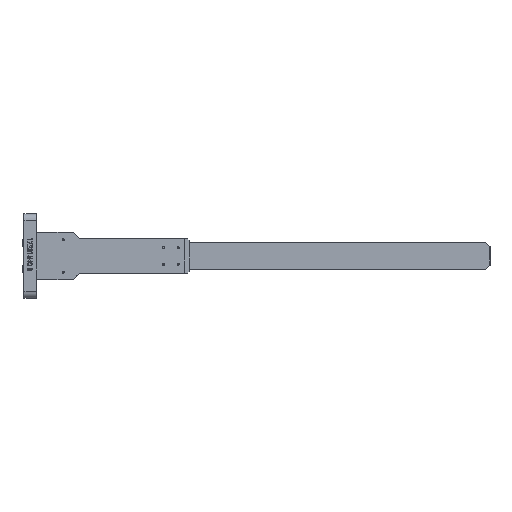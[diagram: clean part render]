
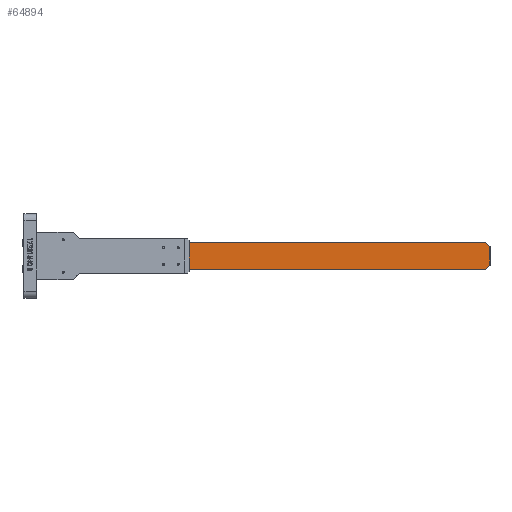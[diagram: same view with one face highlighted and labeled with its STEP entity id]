
A CAD part, top view. The second image highlights one B-rep face of the part: STEP entity #64894.
In plain terms, the highlighted planar face has unit normal (0, 0, 1).
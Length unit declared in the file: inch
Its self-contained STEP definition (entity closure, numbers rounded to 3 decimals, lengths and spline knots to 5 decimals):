
#277 = CARTESIAN_POINT ( 'NONE',  ( -5.29357, 0.295, -0.002 ) ) ;
#2755 = VECTOR ( 'NONE', #49008, 39.37008 ) ;
#3004 = DIRECTION ( 'NONE',  ( 0.707, -0.707, 0. ) ) ;
#3862 = DIRECTION ( 'NONE',  ( -0.707, -0.707, 0. ) ) ;
#3961 = EDGE_CURVE ( 'NONE', #58553, #45145, #31315, .T. ) ;
#5244 = DIRECTION ( 'NONE',  ( 0., 0., 1. ) ) ;
#6759 = LINE ( 'NONE', #61549, #7645 ) ;
#6849 = VECTOR ( 'NONE', #45458, 39.37008 ) ;
#7645 = VECTOR ( 'NONE', #19608, 39.37008 ) ;
#8610 = EDGE_CURVE ( 'NONE', #45145, #59521, #22814, .T. ) ;
#8657 = CARTESIAN_POINT ( 'NONE',  ( -5.4065, -0.295, -0.002 ) ) ;
#9460 = CARTESIAN_POINT ( 'NONE',  ( -5.36857, 0.37, -0.002 ) ) ;
#10039 = LINE ( 'NONE', #15250, #54689 ) ;
#11144 = CARTESIAN_POINT ( 'NONE',  ( -5.4065, 0.295, -0.002 ) ) ;
#11601 = CARTESIAN_POINT ( 'NONE',  ( -5.3265, 0.295, -0.002 ) ) ;
#11785 = CARTESIAN_POINT ( 'NONE',  ( -5.4065, 0.295, -0.002 ) ) ;
#14723 = VERTEX_POINT ( 'NONE', #27788 ) ;
#15250 = CARTESIAN_POINT ( 'NONE',  ( 1.15668, 0.295, -0.002 ) ) ;
#15256 = EDGE_CURVE ( 'NONE', #72502, #57021, #54408, .T. ) ;
#15281 = VERTEX_POINT ( 'NONE', #75247 ) ;
#16960 = ORIENTED_EDGE ( 'NONE', *, *, #15256, .F. ) ;
#17565 = CARTESIAN_POINT ( 'NONE',  ( 1.25375, 0.19793, -0.002 ) ) ;
#18477 = VECTOR ( 'NONE', #69703, 39.37008 ) ;
#18562 = VERTEX_POINT ( 'NONE', #11785 ) ;
#18619 = ORIENTED_EDGE ( 'NONE', *, *, #72311, .F. ) ;
#19608 = DIRECTION ( 'NONE',  ( 1., 0., 0. ) ) ;
#21943 = CARTESIAN_POINT ( 'NONE',  ( 1.25375, -0.19793, -0.002 ) ) ;
#22537 = CARTESIAN_POINT ( 'NONE',  ( -8.16, 0.21, -0.002 ) ) ;
#22814 = LINE ( 'NONE', #33690, #31310 ) ;
#26474 = FACE_OUTER_BOUND ( 'NONE', #51903, .T. ) ;
#26555 = LINE ( 'NONE', #11601, #2755 ) ;
#27788 = CARTESIAN_POINT ( 'NONE',  ( -5.3265, 0.295, -0.002 ) ) ;
#27998 = EDGE_CURVE ( 'NONE', #57021, #15281, #10039, .T. ) ;
#28086 = ORIENTED_EDGE ( 'NONE', *, *, #8610, .F. ) ;
#28993 = ORIENTED_EDGE ( 'NONE', *, *, #3961, .F. ) ;
#29456 = DIRECTION ( 'NONE',  ( 0., 1., 0. ) ) ;
#31310 = VECTOR ( 'NONE', #76450, 39.37008 ) ;
#31315 = LINE ( 'NONE', #21943, #56007 ) ;
#33690 = CARTESIAN_POINT ( 'NONE',  ( 1.15668, -0.295, -0.002 ) ) ;
#34961 = ORIENTED_EDGE ( 'NONE', *, *, #77767, .F. ) ;
#39388 = CARTESIAN_POINT ( 'NONE',  ( -5.29357, 0.295, -0.002 ) ) ;
#43961 = VECTOR ( 'NONE', #29456, 39.37008 ) ;
#45145 = VERTEX_POINT ( 'NONE', #68099 ) ;
#45458 = DIRECTION ( 'NONE',  ( 1., 0., 0. ) ) ;
#46262 = EDGE_CURVE ( 'NONE', #59521, #18562, #53560, .T. ) ;
#47187 = ORIENTED_EDGE ( 'NONE', *, *, #71827, .F. ) ;
#48184 = CARTESIAN_POINT ( 'NONE',  ( 1.15668, 0.295, -0.002 ) ) ;
#49008 = DIRECTION ( 'NONE',  ( 0., 1., 0. ) ) ;
#51903 = EDGE_LOOP ( 'NONE', ( #34961, #51963, #70078, #28086, #28993, #18619, #65955, #16960, #47187 ) ) ;
#51963 = ORIENTED_EDGE ( 'NONE', *, *, #77321, .F. ) ;
#53560 = LINE ( 'NONE', #11144, #43961 ) ;
#53611 = LINE ( 'NONE', #9460, #18477 ) ;
#54004 = VERTEX_POINT ( 'NONE', #76504 ) ;
#54408 = LINE ( 'NONE', #39388, #6849 ) ;
#54487 = AXIS2_PLACEMENT_3D ( 'NONE', #22537, #5244, #65262 ) ;
#54689 = VECTOR ( 'NONE', #3004, 39.37008 ) ;
#56007 = VECTOR ( 'NONE', #3862, 39.37008 ) ;
#56746 = CARTESIAN_POINT ( 'NONE',  ( 1.25375, -0.19793, -0.002 ) ) ;
#57021 = VERTEX_POINT ( 'NONE', #48184 ) ;
#58553 = VERTEX_POINT ( 'NONE', #56746 ) ;
#59521 = VERTEX_POINT ( 'NONE', #8657 ) ;
#60010 = DIRECTION ( 'NONE',  ( 0., -1., 0. ) ) ;
#61549 = CARTESIAN_POINT ( 'NONE',  ( -5.3265, 0.295, -0.002 ) ) ;
#62024 = LINE ( 'NONE', #17565, #66750 ) ;
#64894 = ADVANCED_FACE ( 'NONE', ( #26474 ), #71066, .T. ) ;
#65262 = DIRECTION ( 'NONE',  ( 0., -1., 0. ) ) ;
#65955 = ORIENTED_EDGE ( 'NONE', *, *, #27998, .F. ) ;
#66750 = VECTOR ( 'NONE', #60010, 39.37008 ) ;
#68099 = CARTESIAN_POINT ( 'NONE',  ( 1.15668, -0.295, -0.002 ) ) ;
#69703 = DIRECTION ( 'NONE',  ( 0.707, -0.707, 0. ) ) ;
#70078 = ORIENTED_EDGE ( 'NONE', *, *, #46262, .F. ) ;
#71066 = PLANE ( 'NONE',  #54487 ) ;
#71827 = EDGE_CURVE ( 'NONE', #54004, #72502, #53611, .T. ) ;
#72311 = EDGE_CURVE ( 'NONE', #15281, #58553, #62024, .T. ) ;
#72502 = VERTEX_POINT ( 'NONE', #277 ) ;
#75247 = CARTESIAN_POINT ( 'NONE',  ( 1.25375, 0.19793, -0.002 ) ) ;
#76450 = DIRECTION ( 'NONE',  ( -1., 0., 0. ) ) ;
#76504 = CARTESIAN_POINT ( 'NONE',  ( -5.3265, 0.32793, -0.002 ) ) ;
#77321 = EDGE_CURVE ( 'NONE', #18562, #14723, #6759, .T. ) ;
#77767 = EDGE_CURVE ( 'NONE', #14723, #54004, #26555, .T. ) ;
